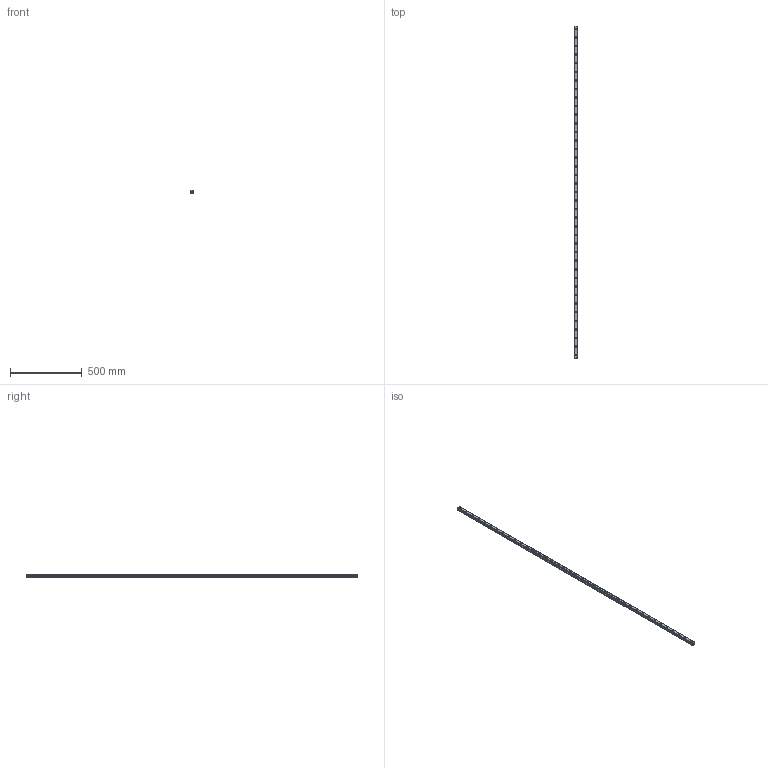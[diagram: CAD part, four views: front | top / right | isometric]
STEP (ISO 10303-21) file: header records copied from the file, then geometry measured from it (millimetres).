
FILE_DESCRIPTION(('STEP AP214'),'1');
FILE_NAME('cctmp_BAD4B3E8-7E1A-428E-AD27-8C2BB3D735C7_2020_5_28_11_26_9_163..stp','2020-05-28T09:26:09',('HIWIN GmbH'),('CADClick - www.CADClick.com'),'Spatial InterOp 3D',' ','unknown authorization');
FILE_SCHEMA(('AUTOMOTIVE_DESIGN'));
Length unit declared in the file: millimetre
Products named in the file (1): HGR25R2320H_FILE
Bounding box: 23 x 2320 x 22 mm (x, y, z)
Volume: 964088.2 mm3; surface area: 238734.1 mm2
Topology: 1 solids, 1 shells, 579 faces, 1485 edges, 990 vertices
Faces by surface type: plane 323, cylinder 256
Entity records: 22659 total; most frequent: DIRECTION 3469, CARTESIAN_POINT 3055, ORIENTED_EDGE 2970, EDGE_CURVE 1485, AXIS2_PLACEMENT_3D 1404, VERTEX_POINT 990, CIRCLE 668, EDGE_LOOP 661
